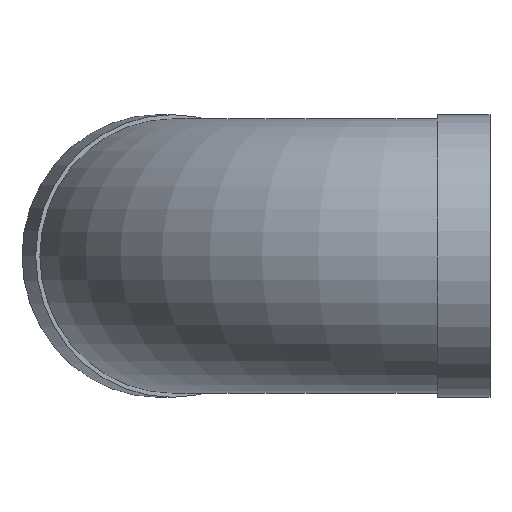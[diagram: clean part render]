
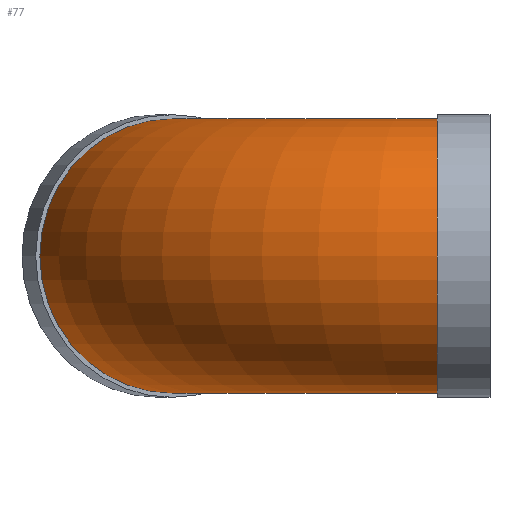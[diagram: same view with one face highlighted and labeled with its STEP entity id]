
A CAD part, left-side view. The second image highlights one B-rep face of the part: STEP entity #77.
In plain terms, the highlighted toroidal (fillet/blend) face has major radius 225 mm and minor radius 112.5 mm.
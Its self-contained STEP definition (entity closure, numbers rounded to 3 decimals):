
#77 = ADVANCED_FACE( '', ( #150, #151 ), #152, .T. );
#150 = FACE_OUTER_BOUND( '', #212, .T. );
#151 = FACE_OUTER_BOUND( '', #213, .T. );
#152 = TOROIDAL_SURFACE( '', #214, 225., 112.5 );
#212 = EDGE_LOOP( '', ( #280 ) );
#213 = EDGE_LOOP( '', ( #281 ) );
#214 = AXIS2_PLACEMENT_3D( '', #282, #283, #284 );
#280 = ORIENTED_EDGE( '', *, *, #319, .T. );
#281 = ORIENTED_EDGE( '', *, *, #314, .F. );
#282 = CARTESIAN_POINT( '', ( 225., 43.5, 0. ) );
#283 = DIRECTION( '', ( 0., 0., -1. ) );
#284 = DIRECTION( '', ( -1., 0., 0. ) );
#314 = EDGE_CURVE( '', #348, #348, #349, .T. );
#319 = EDGE_CURVE( '', #354, #354, #355, .T. );
#348 = VERTEX_POINT( '', #384 );
#349 = CIRCLE( '', #385, 112.5 );
#354 = VERTEX_POINT( '', #390 );
#355 = CIRCLE( '', #391, 112.5 );
#384 = CARTESIAN_POINT( '', ( 195.883, 152.167, 0. ) );
#385 = AXIS2_PLACEMENT_3D( '', #424, #425, #426 );
#390 = CARTESIAN_POINT( '', ( 112.5, 43.5, 0. ) );
#391 = AXIS2_PLACEMENT_3D( '', #427, #428, #429 );
#424 = CARTESIAN_POINT( '', ( 166.766, 260.833, 0. ) );
#425 = DIRECTION( '', ( 0.966, 0.259, 0. ) );
#426 = DIRECTION( '', ( 0.259, -0.966, 0. ) );
#427 = CARTESIAN_POINT( '', ( 0., 43.5, 0. ) );
#428 = DIRECTION( '', ( 0., 1., 0. ) );
#429 = DIRECTION( '', ( 1., 0., 0. ) );
